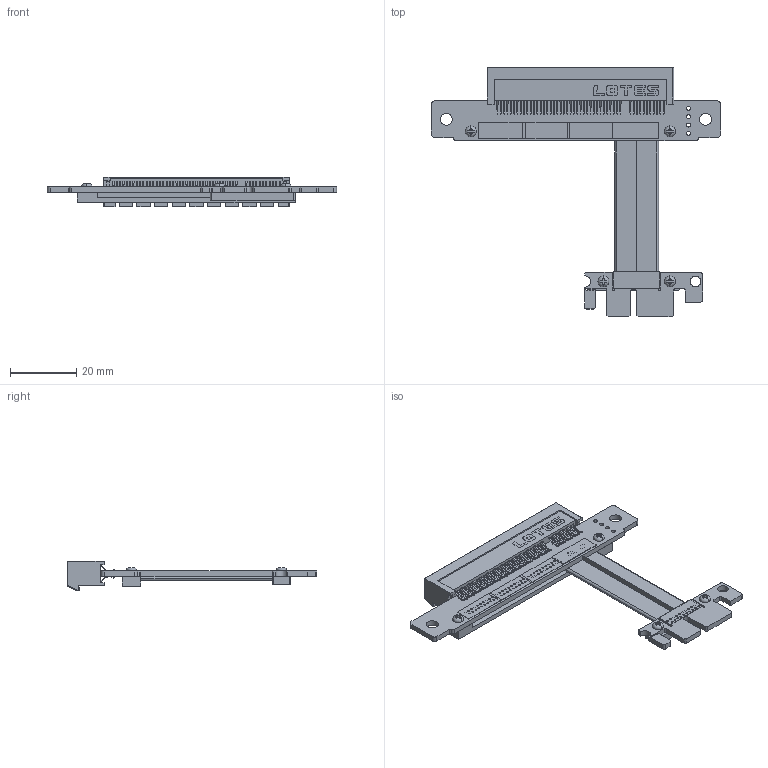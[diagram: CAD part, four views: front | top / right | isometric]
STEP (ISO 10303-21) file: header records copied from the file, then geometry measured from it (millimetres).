
FILE_DESCRIPTION(('Open CASCADE Model'),'2;1');
FILE_NAME('Open CASCADE Shape Model','2020-03-21T03:08:51',('Author'),( 'Open CASCADE'),'Open CASCADE STEP processor 6.8','Open CASCADE 6.8' ,'Unknown');
FILE_SCHEMA(('AUTOMOTIVE_DESIGN { 1 0 10303 214 1 1 1 1 }'));
Length unit declared in the file: millimetre
Products named in the file (15): PCB; Board; Open CASCADE STEP translator 6.8 23.1.1; Open CASCADE STEP translator 6.8 23.1.2; CN4; PCIe_x8_3D_RGB4404530; Free-Models; Tape14x5_RGB0; R8S-PAD-20170526; Hexagon_nut_ISO_4032_(DIN_934)_-_M2_RGB9411503; G0033_RGB9411503; RP11S-PAD; cable20-43; 9217101392; Extruded
Assembly tree (23 placements, depth 4):
  PCB
    Board
      Open CASCADE STEP translator 6.8 23.1.1
      Open CASCADE STEP translator 6.8 23.1.2
    CN4
      PCIe_x8_3D_RGB4404530
    Free-Models
      Tape14x5_RGB0  x4
      R8S-PAD-20170526
      Hexagon_nut_ISO_4032_(DIN_934)_-_M2_RGB9411503  x4
      G0033_RGB9411503  x4
      RP11S-PAD
      cable20-43
      9217101392
        Extruded
Bounding box: 87.08 x 75.2 x 8.78 mm (x, y, z)
Volume: 7221.1 mm3; surface area: 12942.6 mm2
Topology: 59 solids, 59 shells, 5020 faces, 12399 edges, 7614 vertices
Faces by surface type: plane 2659, cylinder 1630, bspline 588, torus 80, cone 48, revolution 8, sphere 7
Full cylindrical faces by diameter (mm): 0.6 x103, 1.2 x4, 2.2 x8, 3.2 x1, 3.6 x2, 4 x2, 4.8 x2
Entity records: 184223 total; most frequent: CARTESIAN_POINT 34888, ORIENTED_EDGE 24064, DIRECTION 20055, EDGE_CURVE 12032, LINE 7411, VECTOR 7411, VERTEX_POINT 7386, AXIS2_PLACEMENT_3D 6321
